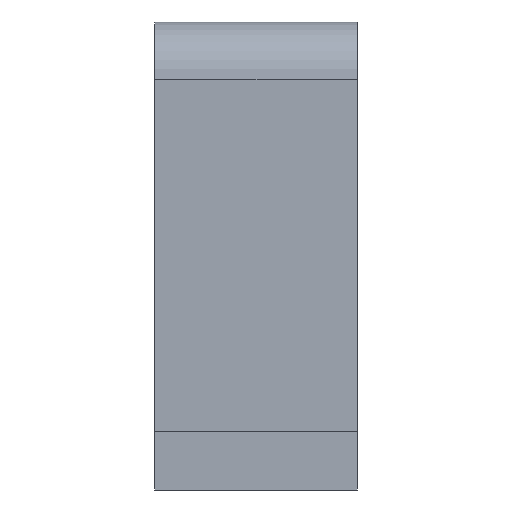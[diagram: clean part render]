
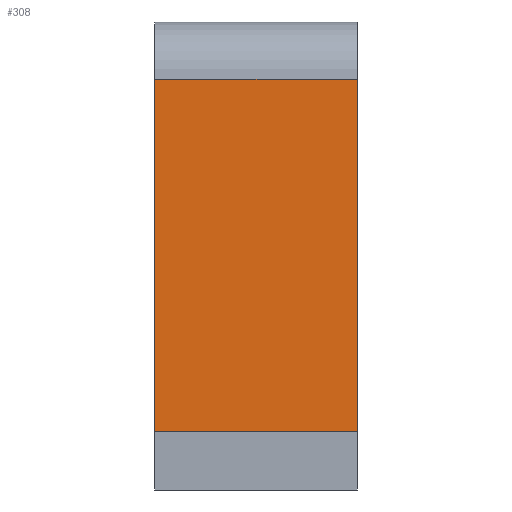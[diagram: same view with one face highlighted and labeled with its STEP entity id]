
A CAD part, left-side view. The second image highlights one B-rep face of the part: STEP entity #308.
In plain terms, the highlighted planar face has unit normal (-1, 0, 0).
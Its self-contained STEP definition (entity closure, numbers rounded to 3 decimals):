
#63 = VERTEX_POINT('',#64);
#64 = CARTESIAN_POINT('',(-13.505,-6.5,3.72));
#70 = EDGE_CURVE('',#71,#63,#73,.T.);
#71 = VERTEX_POINT('',#72);
#72 = CARTESIAN_POINT('',(-13.505,6.5,3.72));
#73 = LINE('',#74,#75);
#74 = CARTESIAN_POINT('',(-13.505,6.5,3.72));
#75 = VECTOR('',#76,1.);
#76 = DIRECTION('',(0.,-1.,0.));
#200 = VERTEX_POINT('',#201);
#201 = CARTESIAN_POINT('',(-13.505,6.5,26.33));
#208 = EDGE_CURVE('',#71,#200,#209,.T.);
#209 = LINE('',#210,#211);
#210 = CARTESIAN_POINT('',(-13.505,6.5,3.72));
#211 = VECTOR('',#212,1.);
#212 = DIRECTION('',(0.,0.,1.));
#278 = VERTEX_POINT('',#279);
#279 = CARTESIAN_POINT('',(-13.505,-6.5,26.33));
#286 = EDGE_CURVE('',#63,#278,#287,.T.);
#287 = LINE('',#288,#289);
#288 = CARTESIAN_POINT('',(-13.505,-6.5,3.72));
#289 = VECTOR('',#290,1.);
#290 = DIRECTION('',(0.,0.,1.));
#308 = ADVANCED_FACE('',(#309),#320,.T.);
#309 = FACE_BOUND('',#310,.T.);
#310 = EDGE_LOOP('',(#311,#312,#313,#319));
#311 = ORIENTED_EDGE('',*,*,#70,.T.);
#312 = ORIENTED_EDGE('',*,*,#286,.T.);
#313 = ORIENTED_EDGE('',*,*,#314,.F.);
#314 = EDGE_CURVE('',#200,#278,#315,.T.);
#315 = LINE('',#316,#317);
#316 = CARTESIAN_POINT('',(-13.505,6.5,26.33));
#317 = VECTOR('',#318,1.);
#318 = DIRECTION('',(0.,-1.,0.));
#319 = ORIENTED_EDGE('',*,*,#208,.F.);
#320 = PLANE('',#321);
#321 = AXIS2_PLACEMENT_3D('',#322,#323,#324);
#322 = CARTESIAN_POINT('',(-13.505,6.5,3.72));
#323 = DIRECTION('',(-1.,0.,0.));
#324 = DIRECTION('',(0.,0.,1.));
